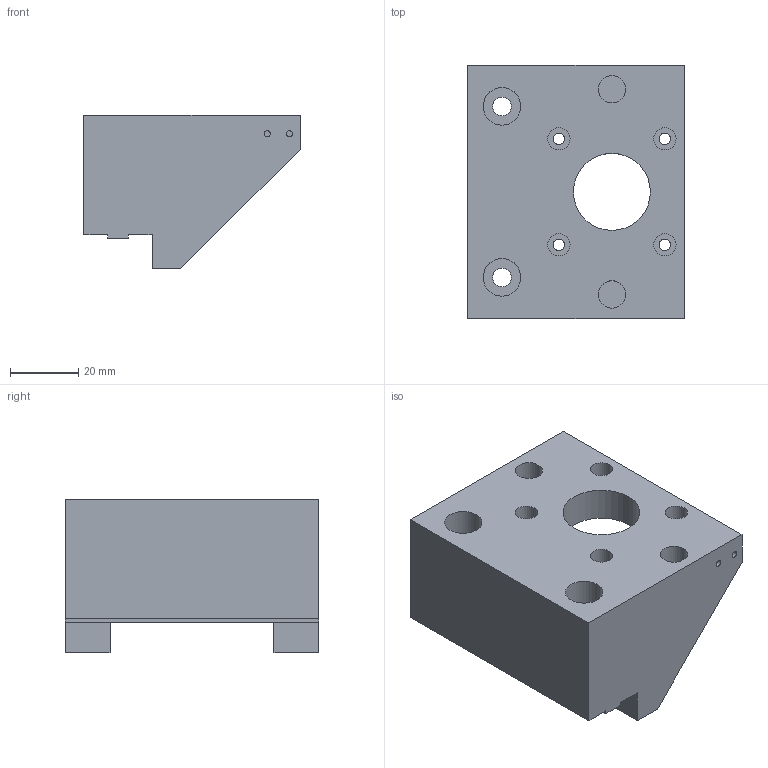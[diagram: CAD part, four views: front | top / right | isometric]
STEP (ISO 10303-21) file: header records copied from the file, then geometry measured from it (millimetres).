
FILE_DESCRIPTION(('FreeCAD Model'),'2;1');
FILE_NAME('Open CASCADE Shape Model','2023-02-10T14:50:50',(''),(''), 'Open CASCADE STEP processor 7.6','FreeCAD','Unknown');
FILE_SCHEMA(('AUTOMOTIVE_DESIGN { 1 0 10303 214 1 1 1 1 }'));
Length unit declared in the file: millimetre
Products named in the file (1): base
Bounding box: 63.3 x 74 x 45 mm (x, y, z)
Volume: 96063.1 mm3; surface area: 23316.9 mm2
Topology: 1 solids, 1 shells, 53 faces, 115 edges, 76 vertices
Faces by surface type: plane 32, cylinder 21
Full cylindrical faces by diameter (mm): 1.8 x4, 3.4 x4, 5.5 x2, 6.5 x4, 8 x2, 11 x2, 22.5 x1
Entity records: 3172 total; most frequent: CARTESIAN_POINT 567, DIRECTION 480, LINE 255, VECTOR 255, ORIENTED_EDGE 230, PCURVE 230, DEFINITIONAL_REPRESENTATION 230, EDGE_CURVE 115
